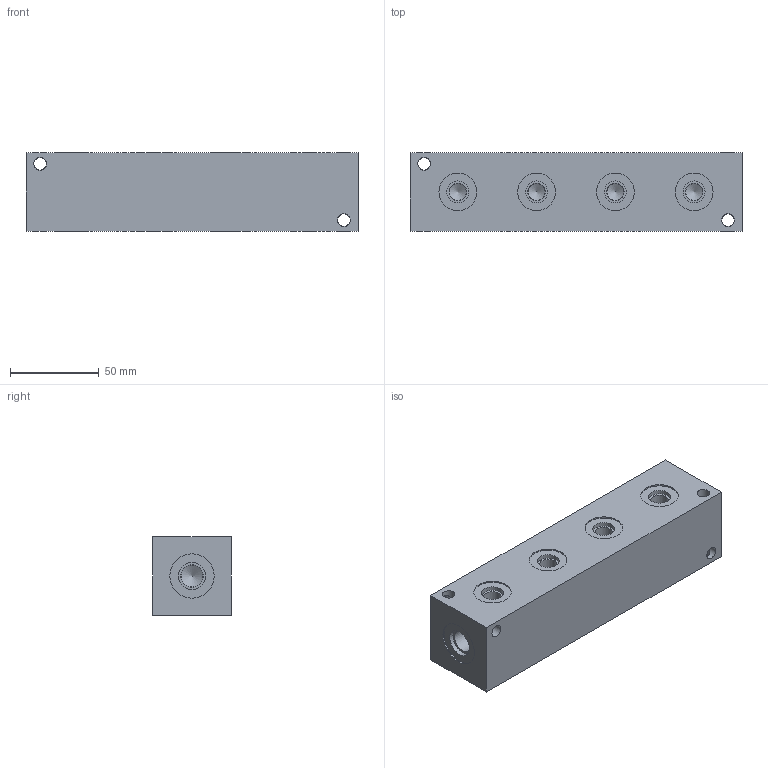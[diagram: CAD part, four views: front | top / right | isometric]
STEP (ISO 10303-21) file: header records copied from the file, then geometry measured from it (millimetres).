
FILE_DESCRIPTION((''),'2;1');
FILE_NAME('AH1800404S_3D.stp','2010-06-18T08:38:42',('trevorh'),(''),'Autodesk Inventor 2011','Autodesk Inventor 2011','');
FILE_SCHEMA(('AUTOMOTIVE_DESIGN { 1 0 10303 214 1 1 1 1 }'));
Length unit declared in the file: millimetre
Products named in the file (1): AH1800404S_3D
Bounding box: 187.32 x 44.45 x 44.45 mm (x, y, z)
Volume: 343385.2 mm3; surface area: 47052.8 mm2
Topology: 1 solids, 1 shells, 90 faces, 186 edges, 116 vertices
Faces by surface type: cylinder 44, plane 26, cone 20
Full cylindrical faces by diameter (mm): 7.137 x4, 9.525 x8, 9.881 x8, 12.294 x2, 12.395 x8, 12.9 x1, 12.903 x1, 15.596 x2, 21.285 x8, 25.019 x2
Entity records: 2198 total; most frequent: CARTESIAN_POINT 549, DIRECTION 370, ORIENTED_EDGE 204, EDGE_LOOP 186, AXIS2_PLACEMENT_3D 179, EDGE_CURVE 102, VERTEX_POINT 98, FACE_BOUND 96
